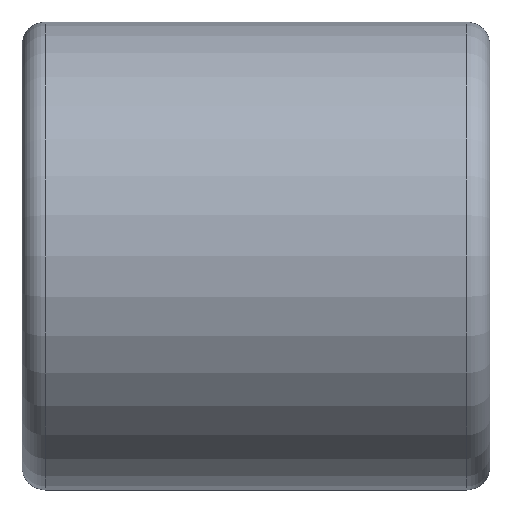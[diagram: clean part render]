
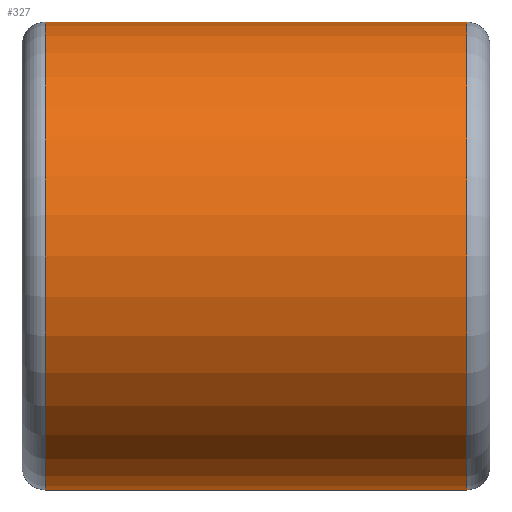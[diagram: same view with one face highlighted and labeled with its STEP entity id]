
A CAD part, left-side view. The second image highlights one B-rep face of the part: STEP entity #327.
In plain terms, the highlighted cylindrical face has radius 5 mm (diameter 10 mm), a partial arc.
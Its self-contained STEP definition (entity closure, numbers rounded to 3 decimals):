
#10 = CIRCLE ( 'NONE', #410, 5. ) ;
#16 = DIRECTION ( 'NONE',  ( 0., 1., 0. ) ) ;
#17 = CARTESIAN_POINT ( 'NONE',  ( 0., 33.565, -5. ) ) ;
#21 = LINE ( 'NONE', #17, #176 ) ;
#32 = DIRECTION ( 'NONE',  ( 0., 0., 1. ) ) ;
#52 = DIRECTION ( 'NONE',  ( 0., 1., 0. ) ) ;
#54 = CARTESIAN_POINT ( 'NONE',  ( 0., 33.565, 5. ) ) ;
#57 = LINE ( 'NONE', #54, #96 ) ;
#96 = VECTOR ( 'NONE', #52, 1000. ) ;
#112 = EDGE_CURVE ( 'NONE', #324, #360, #57, .T. ) ;
#134 = CARTESIAN_POINT ( 'NONE',  ( 0., -4.5, -5. ) ) ;
#145 = CARTESIAN_POINT ( 'NONE',  ( 0., 4.5, 0. ) ) ;
#152 = DIRECTION ( 'NONE',  ( 0., -1., 0. ) ) ;
#154 = DIRECTION ( 'NONE',  ( 0., 0., -1. ) ) ;
#158 = CARTESIAN_POINT ( 'NONE',  ( 0., 4.5, -5. ) ) ;
#167 = CARTESIAN_POINT ( 'NONE',  ( 0., 4.5, 5. ) ) ;
#173 = CARTESIAN_POINT ( 'NONE',  ( 0., -4.5, 0. ) ) ;
#175 = DIRECTION ( 'NONE',  ( 0., 1., 0. ) ) ;
#176 = VECTOR ( 'NONE', #16, 1000. ) ;
#179 = DIRECTION ( 'NONE',  ( 0., 0., 1. ) ) ;
#189 = CARTESIAN_POINT ( 'NONE',  ( 0., -4.5, 5. ) ) ;
#200 = CIRCLE ( 'NONE', #368, 5. ) ;
#239 = FACE_OUTER_BOUND ( 'NONE', #434, .T. ) ;
#248 = EDGE_CURVE ( 'NONE', #331, #358, #21, .T. ) ;
#294 = CARTESIAN_POINT ( 'NONE',  ( 0., 33.565, 0. ) ) ;
#323 = CYLINDRICAL_SURFACE ( 'NONE', #333, 5. ) ;
#324 = VERTEX_POINT ( 'NONE', #189 ) ;
#327 = ADVANCED_FACE ( 'NONE', ( #239 ), #323, .T. ) ;
#331 = VERTEX_POINT ( 'NONE', #134 ) ;
#333 = AXIS2_PLACEMENT_3D ( 'NONE', #294, #413, #32 ) ;
#348 = EDGE_CURVE ( 'NONE', #360, #358, #200, .T. ) ;
#358 = VERTEX_POINT ( 'NONE', #158 ) ;
#360 = VERTEX_POINT ( 'NONE', #167 ) ;
#368 = AXIS2_PLACEMENT_3D ( 'NONE', #145, #152, #154 ) ;
#391 = EDGE_CURVE ( 'NONE', #331, #324, #10, .T. ) ;
#392 = ORIENTED_EDGE ( 'NONE', *, *, #348, .T. ) ;
#393 = ORIENTED_EDGE ( 'NONE', *, *, #391, .T. ) ;
#400 = ORIENTED_EDGE ( 'NONE', *, *, #248, .F. ) ;
#402 = ORIENTED_EDGE ( 'NONE', *, *, #112, .T. ) ;
#410 = AXIS2_PLACEMENT_3D ( 'NONE', #173, #175, #179 ) ;
#413 = DIRECTION ( 'NONE',  ( 0., 1., 0. ) ) ;
#434 = EDGE_LOOP ( 'NONE', ( #400, #393, #402, #392 ) ) ;
